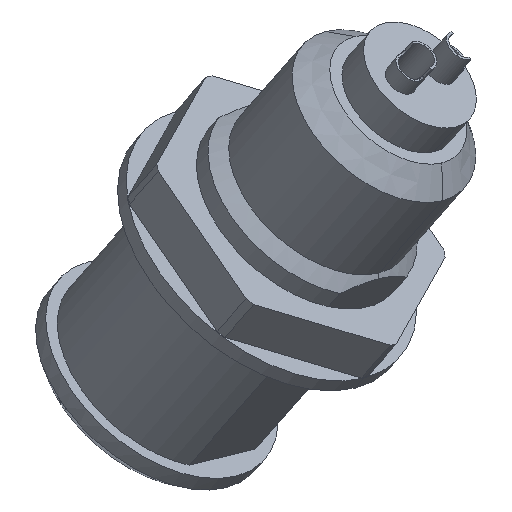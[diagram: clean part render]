
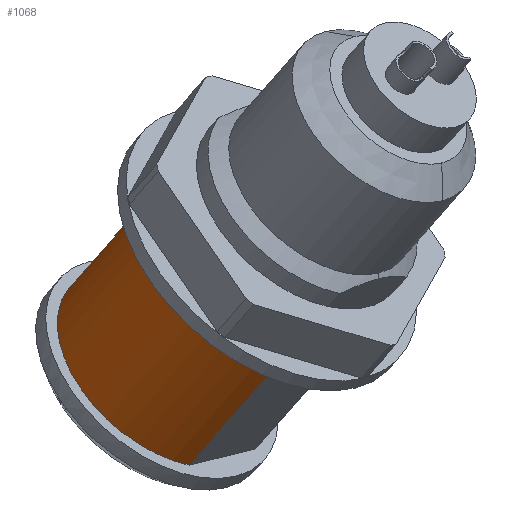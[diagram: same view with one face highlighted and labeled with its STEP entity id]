
A CAD part, left-side view. The second image highlights one B-rep face of the part: STEP entity #1068.
In plain terms, the highlighted cylindrical face has radius 4.5 mm (diameter 9 mm), a partial arc.
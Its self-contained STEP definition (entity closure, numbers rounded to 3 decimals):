
#286 = CIRCLE ( 'NONE', #1336, 4.5 ) ;
#354 = CIRCLE ( 'NONE', #1613, 4.5 ) ;
#389 = LINE ( 'NONE', #1723, #1724 ) ;
#479 = DIRECTION ( 'NONE',  ( 0., 0., 1. ) ) ;
#489 = EDGE_LOOP ( 'NONE', ( #3198, #897, #1765, #1301 ) ) ;
#581 = VECTOR ( 'NONE', #4311, 1000. ) ;
#634 = DIRECTION ( 'NONE',  ( 0., 0., 1. ) ) ;
#788 = CARTESIAN_POINT ( 'NONE',  ( 0., 0., 10.9 ) ) ;
#897 = ORIENTED_EDGE ( 'NONE', *, *, #2444, .F. ) ;
#1068 = ADVANCED_FACE ( 'NONE', ( #3710 ), #1712, .T. ) ;
#1301 = ORIENTED_EDGE ( 'NONE', *, *, #2626, .T. ) ;
#1324 = EDGE_CURVE ( 'NONE', #3713, #3118, #2349, .T. ) ;
#1327 = CARTESIAN_POINT ( 'NONE',  ( 0., 0., 14.4 ) ) ;
#1336 = AXIS2_PLACEMENT_3D ( 'NONE', #788, #479, #1820 ) ;
#1613 = AXIS2_PLACEMENT_3D ( 'NONE', #2326, #4307, #3654 ) ;
#1712 = CYLINDRICAL_SURFACE ( 'NONE', #2621, 4.5 ) ;
#1723 = CARTESIAN_POINT ( 'NONE',  ( 4.1, 1.855, 14.4 ) ) ;
#1724 = VECTOR ( 'NONE', #4097, 1000. ) ;
#1765 = ORIENTED_EDGE ( 'NONE', *, *, #3927, .T. ) ;
#1820 = DIRECTION ( 'NONE',  ( 1., 0., 0. ) ) ;
#2183 = CARTESIAN_POINT ( 'NONE',  ( -4.1, 1.855, 17.9 ) ) ;
#2326 = CARTESIAN_POINT ( 'NONE',  ( 0., 0., 17.9 ) ) ;
#2349 = LINE ( 'NONE', #4331, #581 ) ;
#2444 = EDGE_CURVE ( 'NONE', #4098, #3118, #354, .T. ) ;
#2621 = AXIS2_PLACEMENT_3D ( 'NONE', #1327, #634, #3393 ) ;
#2626 = EDGE_CURVE ( 'NONE', #2880, #3713, #286, .T. ) ;
#2704 = CARTESIAN_POINT ( 'NONE',  ( -4.1, 1.855, 10.9 ) ) ;
#2880 = VERTEX_POINT ( 'NONE', #3629 ) ;
#3118 = VERTEX_POINT ( 'NONE', #2183 ) ;
#3198 = ORIENTED_EDGE ( 'NONE', *, *, #1324, .T. ) ;
#3393 = DIRECTION ( 'NONE',  ( 1., 0., 0. ) ) ;
#3629 = CARTESIAN_POINT ( 'NONE',  ( 4.1, 1.855, 10.9 ) ) ;
#3654 = DIRECTION ( 'NONE',  ( 1., 0., 0. ) ) ;
#3710 = FACE_OUTER_BOUND ( 'NONE', #489, .T. ) ;
#3713 = VERTEX_POINT ( 'NONE', #2704 ) ;
#3927 = EDGE_CURVE ( 'NONE', #4098, #2880, #389, .T. ) ;
#4097 = DIRECTION ( 'NONE',  ( 0., 0., -1. ) ) ;
#4098 = VERTEX_POINT ( 'NONE', #4159 ) ;
#4159 = CARTESIAN_POINT ( 'NONE',  ( 4.1, 1.855, 17.9 ) ) ;
#4307 = DIRECTION ( 'NONE',  ( 0., 0., 1. ) ) ;
#4311 = DIRECTION ( 'NONE',  ( 0., 0., 1. ) ) ;
#4331 = CARTESIAN_POINT ( 'NONE',  ( -4.1, 1.855, 14.4 ) ) ;
